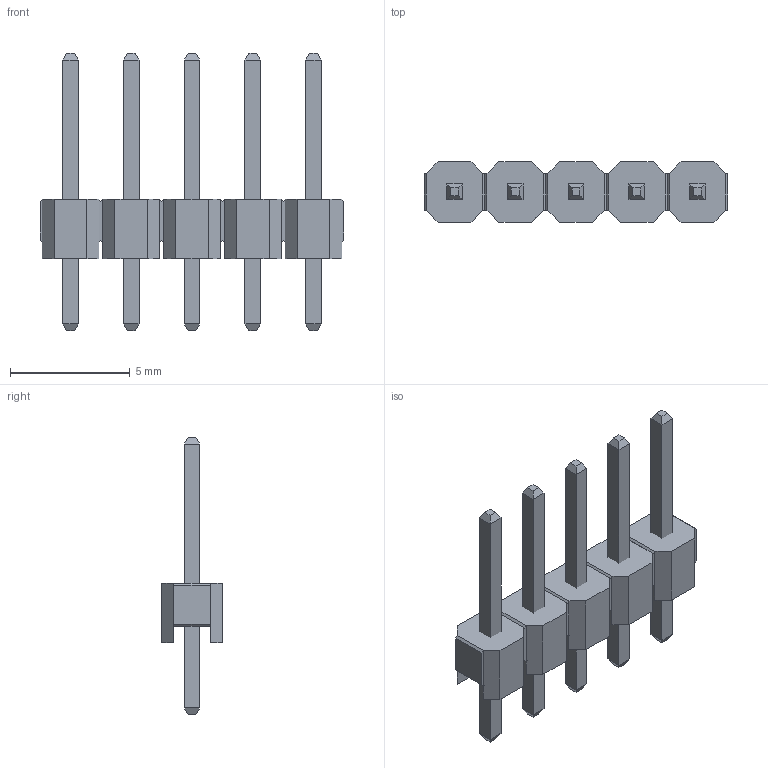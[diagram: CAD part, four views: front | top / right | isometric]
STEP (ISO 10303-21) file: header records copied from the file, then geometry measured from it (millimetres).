
FILE_DESCRIPTION(('STEP AP214'), '1');
FILE_NAME('DS1021-1x5SF11', '', ('UNSPECIFIED'), ('UNSPECIFIED'), 'ASCON STEP Converter 1.3', 'ASCON Math Kernel', '');
FILE_SCHEMA(('AUTOMOTIVE_DESIGN { 1 0 10303 214 3 1 1}'));
Length unit declared in the file: millimetre
Bounding box: 12.7 x 2.54 x 11.6 mm (x, y, z)
Volume: 82.5 mm3; surface area: 303.9 mm2
Topology: 6 solids, 6 shells, 164 faces, 356 edges, 204 vertices
Faces by surface type: plane 164
Entity records: 5626 total; most frequent: CARTESIAN_POINT 725, ORIENTED_EDGE 712, DIRECTION 686, EDGE_CURVE 356, LINE 356, VECTOR 356, VERTEX_POINT 204, COLOUR_RGB 170
